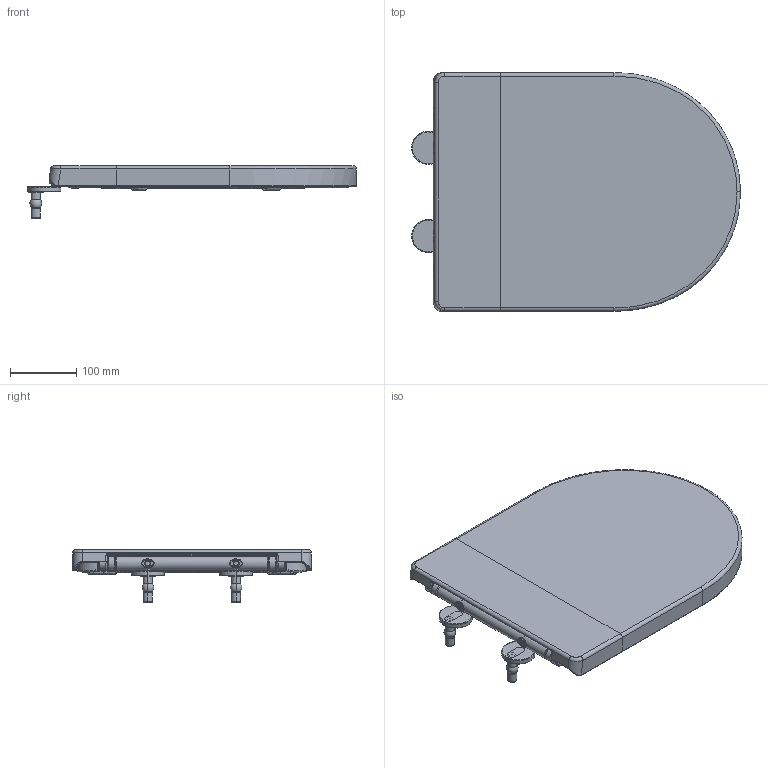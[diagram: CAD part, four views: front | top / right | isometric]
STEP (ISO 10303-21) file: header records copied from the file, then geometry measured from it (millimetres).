
FILE_DESCRIPTION (( 'STEP AP203' ), '1' );
FILE_NAME ('S29R309455.STEP', '2025-10-09T11:55:58', ( '' ), ( '' ), 'SwSTEP 2.0', 'SolidWorks 2021', '' );
FILE_SCHEMA (( 'CONFIG_CONTROL_DESIGN' ));
Length unit declared in the file: millimetre
Products named in the file (9): CPN00114ZXE_1_Predeterminado; CPN00043CXF_Predeterminado; CPN00045F00_Predeterminado; CPN00051Z00_Predeterminado; CPN00083ZXI_Predeterminado; CPN00047F00_Predeterminado; CPN00046F00_Predeterminado; CPN00114ZXE_2_Predeterminado; S29R309455
Assembly tree (9 placements, depth 3):
  S29R309455
    CPN00114ZXE_2_Predeterminado
    CPN00114ZXE_1_Predeterminado
    CPN00083ZXI_Predeterminado  x2
      CPN00051Z00_Predeterminado
      CPN00043CXF_Predeterminado
      CPN00045F00_Predeterminado
      CPN00046F00_Predeterminado
      CPN00047F00_Predeterminado
Bounding box: 496.08 x 360 x 79.52 mm (x, y, z)
Volume: 1950584.8 mm3; surface area: 632563.5 mm2
Topology: 20 solids, 20 shells, 749 faces, 1679 edges, 986 vertices
Faces by surface type: bspline 293, cylinder 229, plane 163, torus 48, cone 16
Entity records: 68362 total; most frequent: CARTESIAN_POINT 55256, ORIENTED_EDGE 2834, DIRECTION 2093, EDGE_CURVE 1417, AXIS2_PLACEMENT_3D 849, VERTEX_POINT 832, EDGE_LOOP 659, FACE_OUTER_BOUND 632
